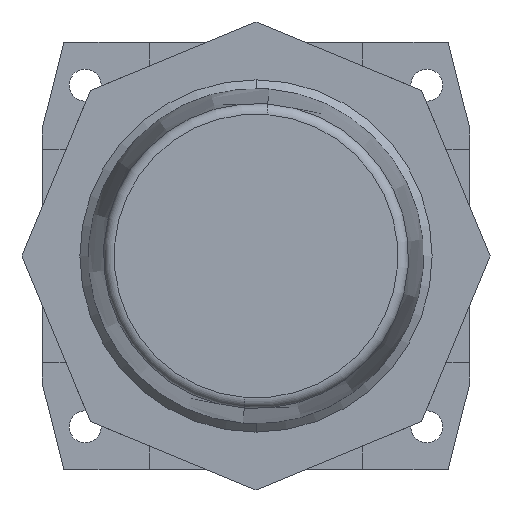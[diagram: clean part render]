
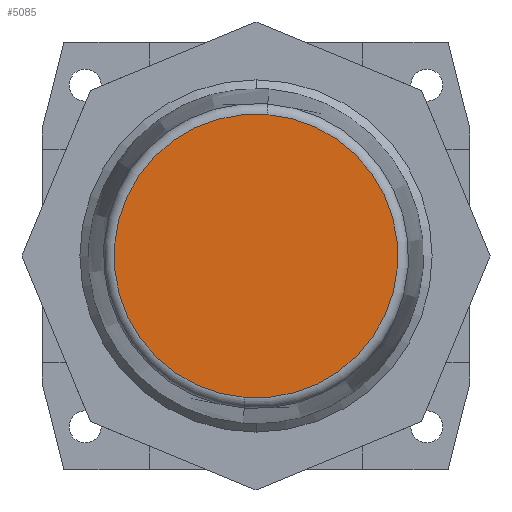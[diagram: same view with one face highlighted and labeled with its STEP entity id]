
A CAD part, front view. The second image highlights one B-rep face of the part: STEP entity #5085.
In plain terms, the highlighted face is planar.
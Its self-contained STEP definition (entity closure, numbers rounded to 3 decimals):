
#257 = CARTESIAN_POINT ( 'NONE',  ( -14.25, 33., 0. ) ) ;
#311 = DIRECTION ( 'NONE',  ( 0., -1., 0. ) ) ;
#676 = CARTESIAN_POINT ( 'NONE',  ( 0., 33., 0. ) ) ;
#699 = FACE_OUTER_BOUND ( 'NONE', #2603, .T. ) ;
#740 = EDGE_CURVE ( 'NONE', #3266, #1775, #891, .T. ) ;
#891 = CIRCLE ( 'NONE', #4421, 13.294 ) ;
#1072 = ORIENTED_EDGE ( 'NONE', *, *, #740, .T. ) ;
#1359 = CARTESIAN_POINT ( 'NONE',  ( 0., 33., 0. ) ) ;
#1485 = CARTESIAN_POINT ( 'NONE',  ( 0., 33., 13.294 ) ) ;
#1775 = VERTEX_POINT ( 'NONE', #1485 ) ;
#2265 = PLANE ( 'NONE',  #2577 ) ;
#2298 = DIRECTION ( 'NONE',  ( 0., 0., -1. ) ) ;
#2312 = DIRECTION ( 'NONE',  ( 0., 0., -1. ) ) ;
#2577 = AXIS2_PLACEMENT_3D ( 'NONE', #257, #311, #2312 ) ;
#2603 = EDGE_LOOP ( 'NONE', ( #1072, #2693 ) ) ;
#2693 = ORIENTED_EDGE ( 'NONE', *, *, #4202, .T. ) ;
#3121 = DIRECTION ( 'NONE',  ( 0., 1., 0. ) ) ;
#3157 = CIRCLE ( 'NONE', #3731, 13.294 ) ;
#3266 = VERTEX_POINT ( 'NONE', #4208 ) ;
#3731 = AXIS2_PLACEMENT_3D ( 'NONE', #676, #3121, #2298 ) ;
#3781 = DIRECTION ( 'NONE',  ( 0., 1., 0. ) ) ;
#4202 = EDGE_CURVE ( 'NONE', #1775, #3266, #3157, .T. ) ;
#4208 = CARTESIAN_POINT ( 'NONE',  ( 0., 33., -13.294 ) ) ;
#4421 = AXIS2_PLACEMENT_3D ( 'NONE', #1359, #3781, #4983 ) ;
#4983 = DIRECTION ( 'NONE',  ( 0., 0., -1. ) ) ;
#5085 = ADVANCED_FACE ( 'NONE', ( #699 ), #2265, .F. ) ;
